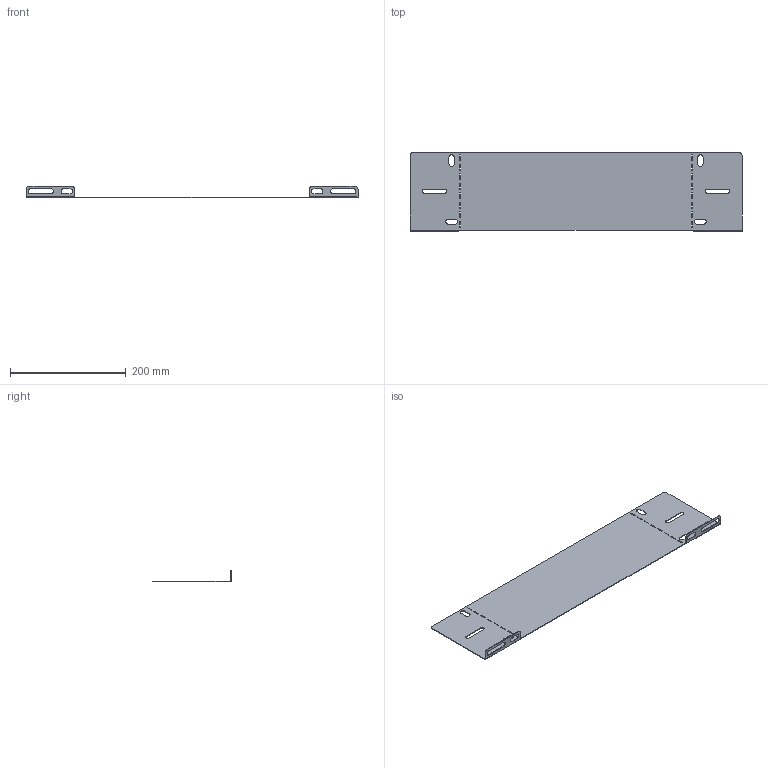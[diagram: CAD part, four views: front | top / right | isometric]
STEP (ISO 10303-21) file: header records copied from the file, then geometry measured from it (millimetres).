
FILE_DESCRIPTION (( 'STEP AP203' ), '1' );
FILE_NAME ('ﾊﾈﾂﾀ 195.00.06 ﾐ裝LESTA_H150-400.step', '2022-01-27T11:43:45', ( '' ), ( '' ), 'SwSTEP 2.0', 'SolidWorks 2017', '' );
FILE_SCHEMA (( 'CONFIG_CONTROL_DESIGN' ));
Length unit declared in the file: millimetre
Products named in the file (1): ﾊﾈﾂﾀ 195.00.06 ﾐ裝LESTA_H150-400
Bounding box: 573 x 136 x 20 mm (x, y, z)
Volume: 93009.5 mm3; surface area: 158054.5 mm2
Topology: 1 solids, 1 shells, 138 faces, 392 edges, 256 vertices
Faces by surface type: plane 104, cylinder 34
Entity records: 4617 total; most frequent: CARTESIAN_POINT 787, ORIENTED_EDGE 784, DIRECTION 738, EDGE_CURVE 392, VECTOR 324, LINE 324, VERTEX_POINT 256, AXIS2_PLACEMENT_3D 207
